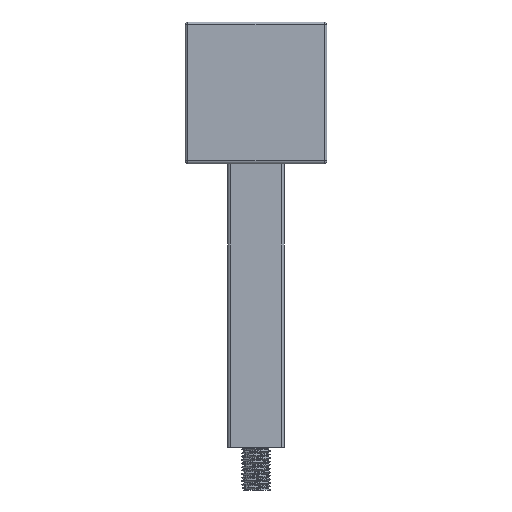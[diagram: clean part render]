
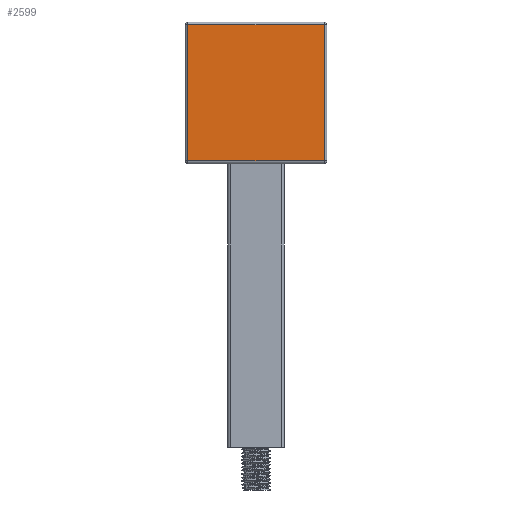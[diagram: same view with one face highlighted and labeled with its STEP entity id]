
A CAD part, left-side view. The second image highlights one B-rep face of the part: STEP entity #2599.
In plain terms, the highlighted planar face has unit normal (-1, 0, 0).
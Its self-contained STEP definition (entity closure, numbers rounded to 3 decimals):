
#47=PLANE('',#2810);
#139=FACE_OUTER_BOUND('',#292,.T.);
#292=EDGE_LOOP('',(#1872,#1873,#1874,#1875));
#704=LINE('',#6306,#840);
#706=LINE('',#6316,#842);
#711=LINE('',#6330,#847);
#713=LINE('',#6333,#849);
#840=VECTOR('',#3133,10.);
#842=VECTOR('',#3145,10.);
#847=VECTOR('',#3162,10.);
#849=VECTOR('',#3166,10.);
#1038=VERTEX_POINT('',#6269);
#1048=VERTEX_POINT('',#6297);
#1050=VERTEX_POINT('',#6309);
#1055=VERTEX_POINT('',#6325);
#1362=EDGE_CURVE('',#1038,#1048,#704,.T.);
#1367=EDGE_CURVE('',#1050,#1038,#706,.T.);
#1375=EDGE_CURVE('',#1048,#1055,#711,.T.);
#1377=EDGE_CURVE('',#1055,#1050,#713,.T.);
#1872=ORIENTED_EDGE('',*,*,#1362,.F.);
#1873=ORIENTED_EDGE('',*,*,#1367,.F.);
#1874=ORIENTED_EDGE('',*,*,#1377,.F.);
#1875=ORIENTED_EDGE('',*,*,#1375,.F.);
#2599=ADVANCED_FACE('',(#139),#47,.T.);
#2810=AXIS2_PLACEMENT_3D('',#6588,#3185,#3186);
#3133=DIRECTION('',(0.,1.,0.));
#3145=DIRECTION('',(0.,0.,-1.));
#3162=DIRECTION('',(0.,0.,1.));
#3166=DIRECTION('',(0.,-1.,0.));
#3185=DIRECTION('center_axis',(-1.,0.,0.));
#3186=DIRECTION('ref_axis',(0.,-1.,0.));
#6269=CARTESIAN_POINT('',(-50.,-48.,2.));
#6297=CARTESIAN_POINT('',(-50.,48.,2.));
#6306=CARTESIAN_POINT('',(-50.,25.,2.));
#6309=CARTESIAN_POINT('',(-50.,-48.,98.));
#6316=CARTESIAN_POINT('',(-50.,-48.,0.));
#6325=CARTESIAN_POINT('',(-50.,48.,98.));
#6330=CARTESIAN_POINT('',(-50.,48.,0.));
#6333=CARTESIAN_POINT('',(-50.,25.,98.));
#6588=CARTESIAN_POINT('Origin',(-50.,50.,0.));
